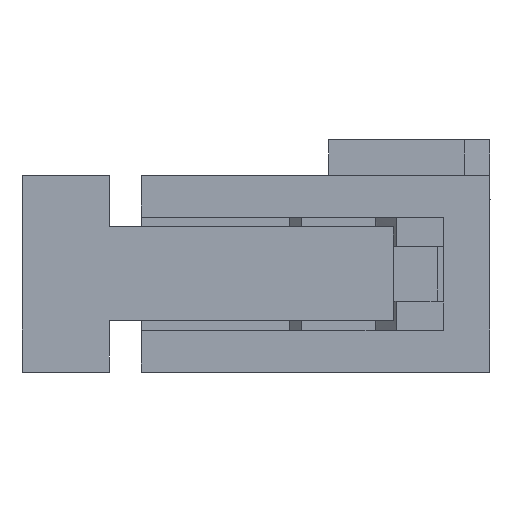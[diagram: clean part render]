
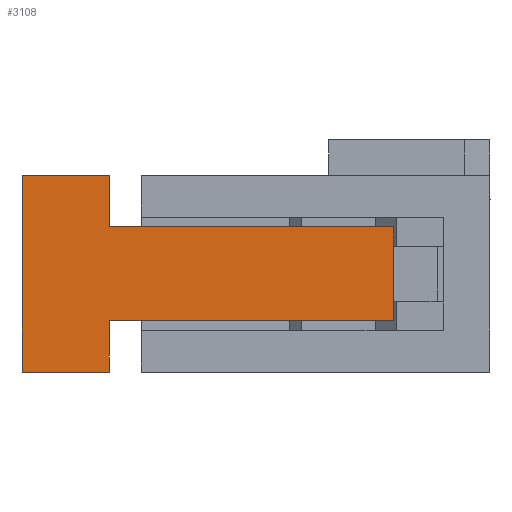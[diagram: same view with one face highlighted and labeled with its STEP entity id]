
A CAD part, left-side view. The second image highlights one B-rep face of the part: STEP entity #3108.
In plain terms, the highlighted planar face has unit normal (-1, 0, 0).
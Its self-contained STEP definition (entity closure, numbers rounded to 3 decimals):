
#3108=ADVANCED_FACE('',(#4430),#3770,.T.);
#3770=PLANE('',#16419);
#4430=FACE_OUTER_BOUND('',#5088,.T.);
#5088=EDGE_LOOP('',(#7759,#7760,#7761,#7762,#7763,#7764,#7765,#7766));
#7759=ORIENTED_EDGE('',*,*,#11947,.T.);
#7760=ORIENTED_EDGE('',*,*,#11948,.T.);
#7761=ORIENTED_EDGE('',*,*,#11945,.T.);
#7762=ORIENTED_EDGE('',*,*,#11949,.T.);
#7763=ORIENTED_EDGE('',*,*,#11950,.T.);
#7764=ORIENTED_EDGE('',*,*,#11865,.T.);
#7765=ORIENTED_EDGE('',*,*,#11951,.F.);
#7766=ORIENTED_EDGE('',*,*,#11864,.T.);
#10123=VERTEX_POINT('',#22853);
#10124=VERTEX_POINT('',#22855);
#10125=VERTEX_POINT('',#22859);
#10126=VERTEX_POINT('',#22860);
#10181=VERTEX_POINT('',#23029);
#10182=VERTEX_POINT('',#23031);
#10183=VERTEX_POINT('',#23035);
#10184=VERTEX_POINT('',#23038);
#11864=EDGE_CURVE('',#10123,#10124,#13714,.T.);
#11865=EDGE_CURVE('',#10125,#10126,#13715,.T.);
#11945=EDGE_CURVE('',#10182,#10181,#13791,.T.);
#11947=EDGE_CURVE('',#10124,#10183,#13793,.T.);
#11948=EDGE_CURVE('',#10183,#10182,#13794,.T.);
#11949=EDGE_CURVE('',#10181,#10184,#13795,.T.);
#11950=EDGE_CURVE('',#10184,#10125,#13796,.T.);
#11951=EDGE_CURVE('',#10123,#10126,#13797,.T.);
#13714=LINE('',#22856,#15546);
#13715=LINE('',#22858,#15547);
#13791=LINE('',#23030,#15623);
#13793=LINE('',#23034,#15625);
#13794=LINE('',#23036,#15626);
#13795=LINE('',#23037,#15627);
#13796=LINE('',#23039,#15628);
#13797=LINE('',#23040,#15629);
#15546=VECTOR('',#19185,1.);
#15547=VECTOR('',#19188,1.);
#15623=VECTOR('',#19310,1.);
#15625=VECTOR('',#19314,1.);
#15626=VECTOR('',#19315,1.);
#15627=VECTOR('',#19316,1.);
#15628=VECTOR('',#19317,1.);
#15629=VECTOR('',#19318,1.);
#16419=AXIS2_PLACEMENT_3D('',#23041,#19319,#19320);
#19185=DIRECTION('',(0.,-1.,0.));
#19188=DIRECTION('',(0.,1.,0.));
#19310=DIRECTION('',(0.,0.,1.));
#19314=DIRECTION('',(0.,0.,1.));
#19315=DIRECTION('',(0.,-1.,0.));
#19316=DIRECTION('',(0.,1.,0.));
#19317=DIRECTION('',(0.,0.,1.));
#19318=DIRECTION('',(0.,0.,1.));
#19319=DIRECTION('',(-1.,0.,0.));
#19320=DIRECTION('',(0.,-1.,0.));
#22853=CARTESIAN_POINT('',(0.,14.5,0.));
#22855=CARTESIAN_POINT('',(0.,11.79,0.));
#22856=CARTESIAN_POINT('',(0.,14.5,0.));
#22858=CARTESIAN_POINT('',(0.,11.79,6.1));
#22859=CARTESIAN_POINT('',(0.,11.79,6.1));
#22860=CARTESIAN_POINT('',(0.,14.5,6.1));
#23029=CARTESIAN_POINT('',(0.,2.99,4.5));
#23030=CARTESIAN_POINT('',(0.,2.99,1.6));
#23031=CARTESIAN_POINT('',(0.,2.99,1.6));
#23034=CARTESIAN_POINT('',(0.,11.79,0.));
#23035=CARTESIAN_POINT('',(0.,11.79,1.6));
#23036=CARTESIAN_POINT('',(0.,11.79,1.6));
#23037=CARTESIAN_POINT('',(0.,2.99,4.5));
#23038=CARTESIAN_POINT('',(0.,11.79,4.5));
#23039=CARTESIAN_POINT('',(0.,11.79,4.5));
#23040=CARTESIAN_POINT('',(0.,14.5,0.));
#23041=CARTESIAN_POINT('',(0.,14.7,-0.2));
